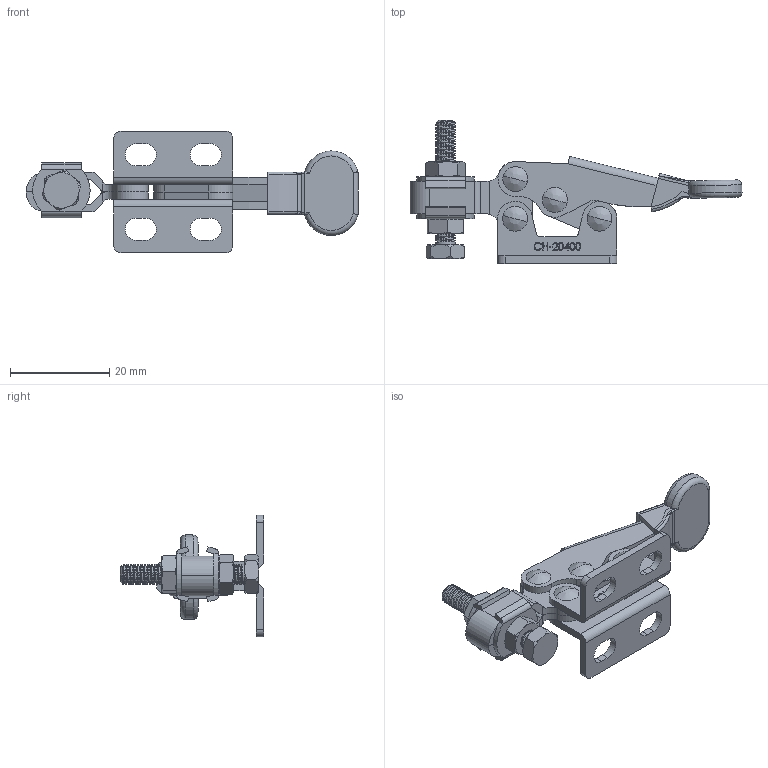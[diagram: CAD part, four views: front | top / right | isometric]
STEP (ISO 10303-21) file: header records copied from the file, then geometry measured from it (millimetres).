
FILE_DESCRIPTION (( 'STEP AP203' ), '1' );
FILE_NAME ('CH-20400.STEP', '2017-11-20T08:40:40', ( 'Windows' ), ( 'Microsoft' ), 'SwSTEP 2.0', 'SolidWorks 2015', '' );
FILE_SCHEMA (( 'CONFIG_CONTROL_DESIGN' ));
Length unit declared in the file: millimetre
Products named in the file (9): m4-0.7蹟邡; CH-20400; CH-20400-01 FLANGED BASE; CH-20400-02 U-BAR; CH-20400-03 HANDLE; CH-20400-04 CONNECTING-PLATE; CH-20400-05; M4 Nut; CH-FW-080
Assembly tree (14 placements, depth 2):
  CH-20400
    CH-20400-01 FLANGED BASE
    CH-20400-02 U-BAR
    CH-20400-03 HANDLE
    CH-20400-04 CONNECTING-PLATE  x2
    CH-20400-05  x4
    M4 Nut  x2
    CH-FW-080  x2
    m4-0.7蹟邡
Bounding box: 66.79 x 28.8 x 24.5 mm (x, y, z)
Volume: 4672.9 mm3; surface area: 7802.9 mm2
Topology: 18 solids, 19 shells, 816 faces, 2172 edges, 1403 vertices
Faces by surface type: plane 305, cylinder 238, bspline 197, cone 43, torus 30, sphere 3
Entity records: 36055 total; most frequent: CARTESIAN_POINT 18651, ORIENTED_EDGE 3844, DIRECTION 2678, EDGE_CURVE 1922, VERTEX_POINT 1262, VECTOR 1016, LINE 1016, AXIS2_PLACEMENT_3D 831
